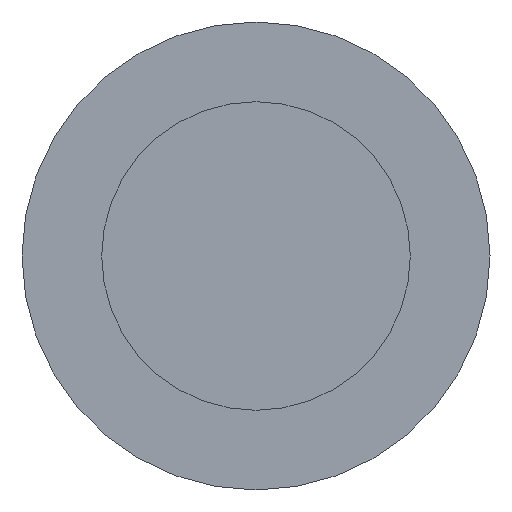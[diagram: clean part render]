
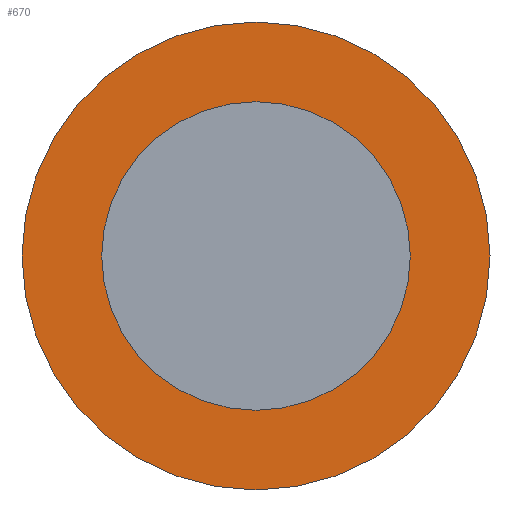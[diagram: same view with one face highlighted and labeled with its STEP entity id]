
A CAD part, front view. The second image highlights one B-rep face of the part: STEP entity #670.
In plain terms, the highlighted planar face has unit normal (0, -1, 0).
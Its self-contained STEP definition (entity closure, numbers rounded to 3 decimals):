
#1 = DIRECTION ( 'NONE',  ( 0., -1., 0. ) ) ;
#139 = CARTESIAN_POINT ( 'NONE',  ( 0., 0., 15. ) ) ;
#202 = EDGE_CURVE ( 'NONE', #452, #1318, #438, .T. ) ;
#255 = EDGE_LOOP ( 'NONE', ( #1164, #748 ) ) ;
#438 = CIRCLE ( 'NONE', #1518, 15. ) ;
#452 = VERTEX_POINT ( 'NONE', #2009 ) ;
#454 = DIRECTION ( 'NONE',  ( 0., 0., 1. ) ) ;
#512 = AXIS2_PLACEMENT_3D ( 'NONE', #957, #1317, #806 ) ;
#624 = DIRECTION ( 'NONE',  ( 0., 1., 0. ) ) ;
#670 = ADVANCED_FACE ( 'NONE', ( #1192, #2054 ), #1709, .F. ) ;
#748 = ORIENTED_EDGE ( 'NONE', *, *, #1776, .F. ) ;
#806 = DIRECTION ( 'NONE',  ( 0., 0., -1. ) ) ;
#867 = DIRECTION ( 'NONE',  ( 0., 0., -1. ) ) ;
#930 = EDGE_CURVE ( 'NONE', #1863, #1544, #1922, .T. ) ;
#943 = DIRECTION ( 'NONE',  ( 0., 0., 1. ) ) ;
#957 = CARTESIAN_POINT ( 'NONE',  ( 0., 0., 0. ) ) ;
#966 = CARTESIAN_POINT ( 'NONE',  ( 0., 0., -22.75 ) ) ;
#1025 = CARTESIAN_POINT ( 'NONE',  ( 0., 0., 0. ) ) ;
#1108 = EDGE_LOOP ( 'NONE', ( #1684, #1235 ) ) ;
#1164 = ORIENTED_EDGE ( 'NONE', *, *, #930, .F. ) ;
#1192 = FACE_BOUND ( 'NONE', #1108, .T. ) ;
#1207 = DIRECTION ( 'NONE',  ( 0., 0., 1. ) ) ;
#1210 = CARTESIAN_POINT ( 'NONE',  ( 0., 0., 0. ) ) ;
#1235 = ORIENTED_EDGE ( 'NONE', *, *, #1797, .F. ) ;
#1303 = CIRCLE ( 'NONE', #512, 15. ) ;
#1317 = DIRECTION ( 'NONE',  ( 0., -1., 0. ) ) ;
#1318 = VERTEX_POINT ( 'NONE', #139 ) ;
#1518 = AXIS2_PLACEMENT_3D ( 'NONE', #1210, #1, #867 ) ;
#1544 = VERTEX_POINT ( 'NONE', #2233 ) ;
#1597 = AXIS2_PLACEMENT_3D ( 'NONE', #1646, #1655, #454 ) ;
#1646 = CARTESIAN_POINT ( 'NONE',  ( 0., 0., 0. ) ) ;
#1655 = DIRECTION ( 'NONE',  ( 0., 1., 0. ) ) ;
#1684 = ORIENTED_EDGE ( 'NONE', *, *, #202, .F. ) ;
#1709 = PLANE ( 'NONE',  #2137 ) ;
#1776 = EDGE_CURVE ( 'NONE', #1544, #1863, #2098, .T. ) ;
#1797 = EDGE_CURVE ( 'NONE', #1318, #452, #1303, .T. ) ;
#1863 = VERTEX_POINT ( 'NONE', #966 ) ;
#1876 = DIRECTION ( 'NONE',  ( 0., 1., 0. ) ) ;
#1922 = CIRCLE ( 'NONE', #1597, 22.75 ) ;
#1985 = AXIS2_PLACEMENT_3D ( 'NONE', #2172, #624, #943 ) ;
#2009 = CARTESIAN_POINT ( 'NONE',  ( 0., 0., -15. ) ) ;
#2054 = FACE_OUTER_BOUND ( 'NONE', #255, .T. ) ;
#2098 = CIRCLE ( 'NONE', #1985, 22.75 ) ;
#2137 = AXIS2_PLACEMENT_3D ( 'NONE', #1025, #1876, #1207 ) ;
#2172 = CARTESIAN_POINT ( 'NONE',  ( 0., 0., 0. ) ) ;
#2233 = CARTESIAN_POINT ( 'NONE',  ( 0., 0., 22.75 ) ) ;
